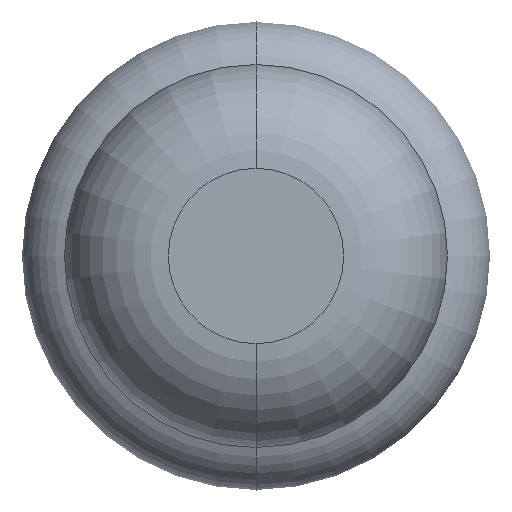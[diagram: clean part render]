
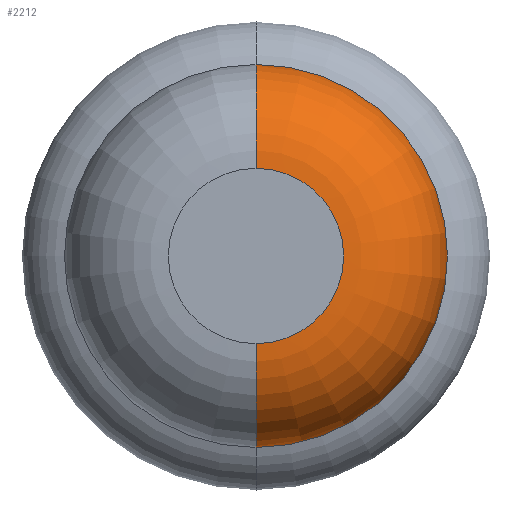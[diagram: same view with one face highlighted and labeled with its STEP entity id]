
A CAD part, front view. The second image highlights one B-rep face of the part: STEP entity #2212.
In plain terms, the highlighted toroidal (fillet/blend) face has major radius 0.38 mm and minor radius 0.45 mm.
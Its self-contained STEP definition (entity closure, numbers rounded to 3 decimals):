
#314 = CARTESIAN_POINT ( 'NONE',  ( 0., -28.55, -0.38 ) ) ;
#364 = CARTESIAN_POINT ( 'NONE',  ( 0., -29., 0.38 ) ) ;
#489 = ORIENTED_EDGE ( 'NONE', *, *, #1577, .F. ) ;
#508 = DIRECTION ( 'NONE',  ( -1., 0., 0. ) ) ;
#584 = VERTEX_POINT ( 'NONE', #1210 ) ;
#635 = DIRECTION ( 'NONE',  ( 0., 1., 0. ) ) ;
#687 = VERTEX_POINT ( 'NONE', #3565 ) ;
#689 = ORIENTED_EDGE ( 'NONE', *, *, #4227, .T. ) ;
#885 = DIRECTION ( 'NONE',  ( 0., 1., 0. ) ) ;
#938 = CARTESIAN_POINT ( 'NONE',  ( 0., -28.55, 0. ) ) ;
#980 = DIRECTION ( 'NONE',  ( 1., 0., 0. ) ) ;
#1140 = ORIENTED_EDGE ( 'NONE', *, *, #3051, .T. ) ;
#1197 = VERTEX_POINT ( 'NONE', #2856 ) ;
#1210 = CARTESIAN_POINT ( 'NONE',  ( 0., -29., -0.38 ) ) ;
#1228 = DIRECTION ( 'NONE',  ( 0., 0., 1. ) ) ;
#1380 = ORIENTED_EDGE ( 'NONE', *, *, #3064, .F. ) ;
#1510 = AXIS2_PLACEMENT_3D ( 'NONE', #938, #635, #3500 ) ;
#1561 = CIRCLE ( 'NONE', #3582, 0.83 ) ;
#1562 = AXIS2_PLACEMENT_3D ( 'NONE', #3546, #2900, #1596 ) ;
#1577 = EDGE_CURVE ( 'NONE', #2655, #687, #2634, .T. ) ;
#1596 = DIRECTION ( 'NONE',  ( 0., 0., 1. ) ) ;
#1678 = EDGE_LOOP ( 'NONE', ( #1140, #689, #1380, #489 ) ) ;
#1940 = AXIS2_PLACEMENT_3D ( 'NONE', #314, #980, #3182 ) ;
#2212 = ADVANCED_FACE ( 'NONE', ( #3494 ), #3976, .T. ) ;
#2553 = CARTESIAN_POINT ( 'NONE',  ( 0., -28.55, 0. ) ) ;
#2566 = CIRCLE ( 'NONE', #1562, 0.38 ) ;
#2634 = CIRCLE ( 'NONE', #2889, 0.45 ) ;
#2655 = VERTEX_POINT ( 'NONE', #364 ) ;
#2766 = DIRECTION ( 'NONE',  ( 0., 0., 1. ) ) ;
#2856 = CARTESIAN_POINT ( 'NONE',  ( 0., -28.55, -0.83 ) ) ;
#2889 = AXIS2_PLACEMENT_3D ( 'NONE', #3798, #508, #2766 ) ;
#2900 = DIRECTION ( 'NONE',  ( 0., 1., 0. ) ) ;
#2986 = CIRCLE ( 'NONE', #1940, 0.45 ) ;
#3051 = EDGE_CURVE ( 'NONE', #2655, #584, #2566, .T. ) ;
#3064 = EDGE_CURVE ( 'NONE', #687, #1197, #1561, .T. ) ;
#3182 = DIRECTION ( 'NONE',  ( 0., 0., -1. ) ) ;
#3494 = FACE_OUTER_BOUND ( 'NONE', #1678, .T. ) ;
#3500 = DIRECTION ( 'NONE',  ( 0., 0., 1. ) ) ;
#3546 = CARTESIAN_POINT ( 'NONE',  ( 0., -29., 0. ) ) ;
#3565 = CARTESIAN_POINT ( 'NONE',  ( 0., -28.55, 0.83 ) ) ;
#3582 = AXIS2_PLACEMENT_3D ( 'NONE', #2553, #885, #1228 ) ;
#3798 = CARTESIAN_POINT ( 'NONE',  ( 0., -28.55, 0.38 ) ) ;
#3976 = TOROIDAL_SURFACE ( 'NONE', #1510, 0.38, 0.45 ) ;
#4227 = EDGE_CURVE ( 'NONE', #584, #1197, #2986, .T. ) ;
